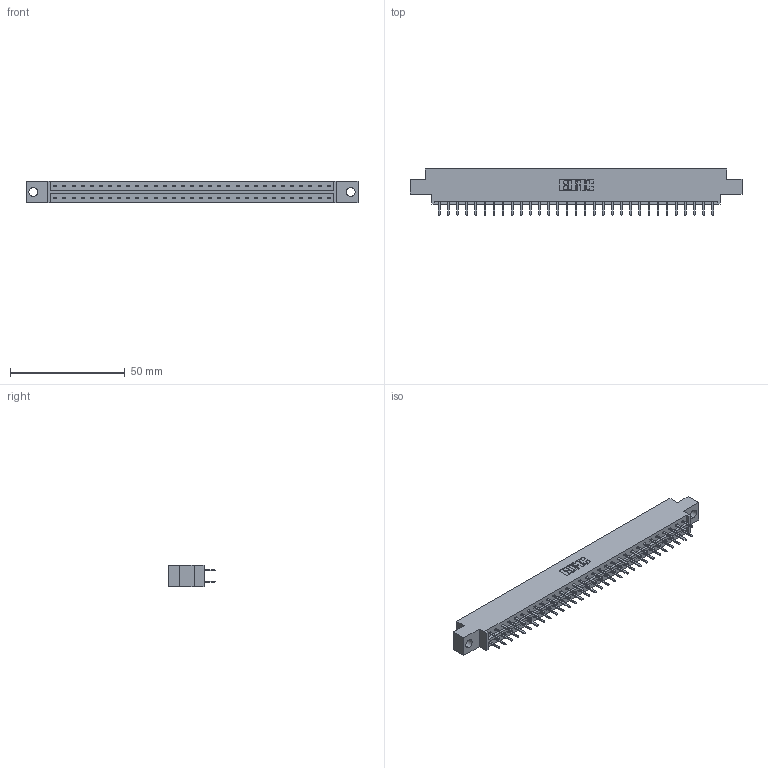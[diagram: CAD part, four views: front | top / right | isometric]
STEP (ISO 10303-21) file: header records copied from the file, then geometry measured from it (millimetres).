
FILE_DESCRIPTION (( 'STEP AP203' ), '1' );
FILE_NAME ('333-062-520-804.STEP', '2018-08-04T08:07:57', ( '' ), ( '' ), 'SwSTEP 2.0', 'SolidWorks 2016', '' );
FILE_SCHEMA (( 'CONFIG_CONTROL_DESIGN' ));
Length unit declared in the file: inch
Products named in the file (3): 333 Part_Offset - .156 Dia - TH; 345-292-001_345-293-120; 333-062-520-804
Assembly tree (63 placements, depth 2):
  333-062-520-804
    333 Part_Offset - .156 Dia - TH
    345-292-001_345-293-120  x62
Bounding box: 144.37 x 20.02 x 9.4 mm (x, y, z)
Volume: 14293.9 mm3; surface area: 16728.9 mm2
Topology: 63 solids, 63 shells, 3590 faces, 10429 edges, 6786 vertices
Faces by surface type: plane 2430, cylinder 1160
Entity records: 21615 total; most frequent: CARTESIAN_POINT 3610, ORIENTED_EDGE 3534, DIRECTION 3091, EDGE_CURVE 1767, LINE 1635, VECTOR 1635, VERTEX_POINT 1174, AXIS2_PLACEMENT_3D 728
